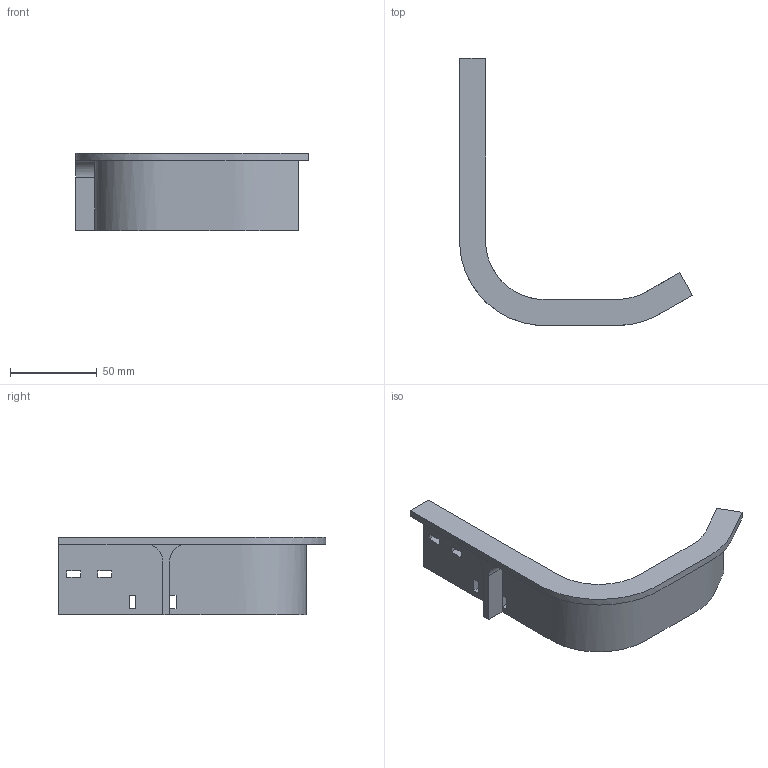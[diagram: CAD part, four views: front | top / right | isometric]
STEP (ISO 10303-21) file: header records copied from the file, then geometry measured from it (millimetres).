
FILE_DESCRIPTION(/* description */ (''),/* implementation_level */ '2;1');
FILE_NAME(/* name */ '200317~2',/* time_stamp */ '2020-04-02T14:47:29+01:00',/* author */ (''),/* organization */ (''),/* preprocessor_version */ 'ST-DEVELOPER v16.5',/* originating_system */ '',/* authorisation */ '');
FILE_SCHEMA (('AUTOMOTIVE_DESIGN'));
Length unit declared in the file: millimetre
Products named in the file (1): Document
Bounding box: 134.48 x 154.18 x 45 mm (x, y, z)
Surface area: 31185.7 mm2 (no closed solid volume)
Topology: 0 solids, 1 shells, 32 faces, 87 edges, 56 vertices
Faces by surface type: plane 22, bspline 10
Entity records: 2016 total; most frequent: CARTESIAN_POINT 1398, ORIENTED_EDGE 175, EDGE_CURVE 88, B_SPLINE_CURVE_WITH_KNOTS 81, VERTEX_POINT 56, EDGE_LOOP 39, ADVANCED_FACE 32, FACE_OUTER_BOUND 32
